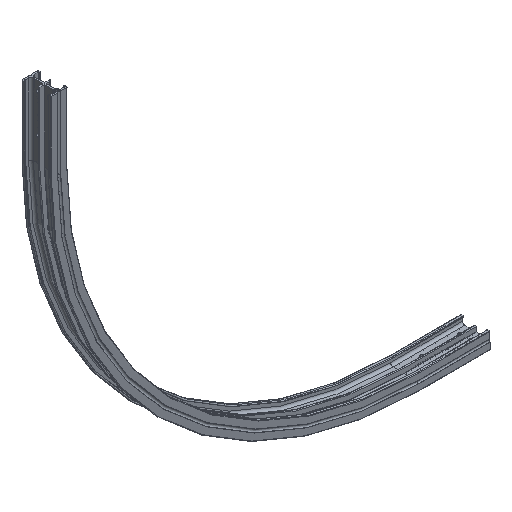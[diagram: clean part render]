
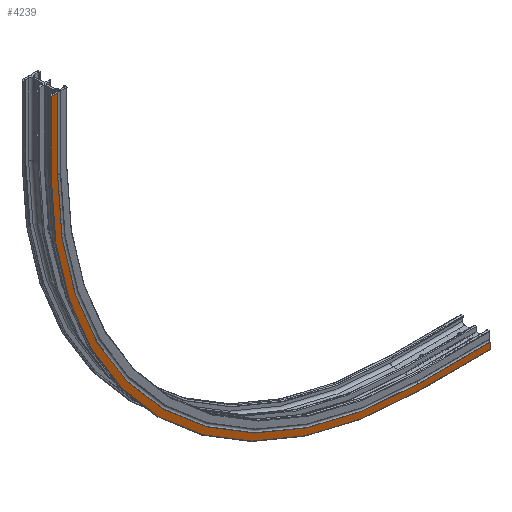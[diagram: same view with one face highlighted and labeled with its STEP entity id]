
A CAD part, isometric view. The second image highlights one B-rep face of the part: STEP entity #4239.
In plain terms, the highlighted planar face has unit normal (0, -1, 0).
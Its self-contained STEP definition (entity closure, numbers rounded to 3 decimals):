
#757 = PLANE ( 'NONE',  #2295 ) ;
#850 = ORIENTED_EDGE ( 'NONE', *, *, #16404, .F. ) ;
#1085 = CARTESIAN_POINT ( 'NONE',  ( -3.24, -30.5, 150. ) ) ;
#1121 = CARTESIAN_POINT ( 'NONE',  ( 900., -30.5, -766.25 ) ) ;
#1819 = CARTESIAN_POINT ( 'NONE',  ( 900., -30.5, -766.25 ) ) ;
#1845 = ORIENTED_EDGE ( 'NONE', *, *, #2138, .F. ) ;
#1900 = DIRECTION ( 'NONE',  ( 0., 0., -1. ) ) ;
#2138 = EDGE_CURVE ( 'NONE', #14343, #20700, #10266, .T. ) ;
#2242 = EDGE_CURVE ( 'NONE', #15033, #11086, #16591, .T. ) ;
#2269 = CARTESIAN_POINT ( 'NONE',  ( 17.25, -30.5, 150. ) ) ;
#2295 = AXIS2_PLACEMENT_3D ( 'NONE', #2269, #20248, #5592 ) ;
#2850 = VERTEX_POINT ( 'NONE', #14495 ) ;
#3519 = VECTOR ( 'NONE', #5188, 1000. ) ;
#4239 = ADVANCED_FACE ( 'NONE', ( #18801 ), #757, .F. ) ;
#5188 = DIRECTION ( 'NONE',  ( 1., 0., 0. ) ) ;
#5446 = CARTESIAN_POINT ( 'NONE',  ( -3.24, -30.5, 150. ) ) ;
#5592 = DIRECTION ( 'NONE',  ( -1., 0., 0. ) ) ;
#5997 = DIRECTION ( 'NONE',  ( 0., 0., 1. ) ) ;
#6500 = VERTEX_POINT ( 'NONE', #10658 ) ;
#6767 = DIRECTION ( 'NONE',  ( -1., 0., 0. ) ) ;
#6773 = CARTESIAN_POINT ( 'NONE',  ( 900., -30.5, -753.24 ) ) ;
#6836 = LINE ( 'NONE', #1819, #9408 ) ;
#6865 = EDGE_CURVE ( 'NONE', #2850, #6500, #20465, .T. ) ;
#6900 = CARTESIAN_POINT ( 'NONE',  ( 900., -30.5, -753.24 ) ) ;
#7045 = AXIS2_PLACEMENT_3D ( 'NONE', #11496, #14461, #9860 ) ;
#7317 = ORIENTED_EDGE ( 'NONE', *, *, #19108, .F. ) ;
#8104 = CARTESIAN_POINT ( 'NONE',  ( -16.25, -30.5, 150. ) ) ;
#8210 = VECTOR ( 'NONE', #1900, 1000. ) ;
#8740 = ORIENTED_EDGE ( 'NONE', *, *, #6865, .T. ) ;
#9408 = VECTOR ( 'NONE', #11549, 1000. ) ;
#9736 = DIRECTION ( 'NONE',  ( 0., 0., -1. ) ) ;
#9830 = ORIENTED_EDGE ( 'NONE', *, *, #16480, .T. ) ;
#9860 = DIRECTION ( 'NONE',  ( 0., 0., 1. ) ) ;
#10136 = CARTESIAN_POINT ( 'NONE',  ( 750., -30.5, 0. ) ) ;
#10150 = CARTESIAN_POINT ( 'NONE',  ( -16.25, -30.5, 0. ) ) ;
#10266 = CIRCLE ( 'NONE', #12723, 766.25 ) ;
#10526 = ORIENTED_EDGE ( 'NONE', *, *, #18245, .T. ) ;
#10658 = CARTESIAN_POINT ( 'NONE',  ( -3.24, -30.5, 0. ) ) ;
#11086 = VERTEX_POINT ( 'NONE', #1121 ) ;
#11428 = ORIENTED_EDGE ( 'NONE', *, *, #18324, .T. ) ;
#11496 = CARTESIAN_POINT ( 'NONE',  ( 750., -30.5, 0. ) ) ;
#11549 = DIRECTION ( 'NONE',  ( -1., 0., 0. ) ) ;
#12169 = LINE ( 'NONE', #8104, #15442 ) ;
#12723 = AXIS2_PLACEMENT_3D ( 'NONE', #10136, #16707, #18260 ) ;
#12919 = LINE ( 'NONE', #1085, #14668 ) ;
#13455 = ORIENTED_EDGE ( 'NONE', *, *, #2242, .F. ) ;
#14125 = CARTESIAN_POINT ( 'NONE',  ( -16.25, -30.5, 150. ) ) ;
#14343 = VERTEX_POINT ( 'NONE', #19709 ) ;
#14461 = DIRECTION ( 'NONE',  ( 0., 1., 0. ) ) ;
#14495 = CARTESIAN_POINT ( 'NONE',  ( 750., -30.5, -753.24 ) ) ;
#14668 = VECTOR ( 'NONE', #5997, 1000. ) ;
#14886 = VERTEX_POINT ( 'NONE', #5446 ) ;
#15033 = VERTEX_POINT ( 'NONE', #16617 ) ;
#15442 = VECTOR ( 'NONE', #9736, 1000. ) ;
#16404 = EDGE_CURVE ( 'NONE', #11086, #14343, #6836, .T. ) ;
#16480 = EDGE_CURVE ( 'NONE', #15033, #2850, #19279, .T. ) ;
#16591 = LINE ( 'NONE', #6773, #8210 ) ;
#16617 = CARTESIAN_POINT ( 'NONE',  ( 900., -30.5, -753.24 ) ) ;
#16707 = DIRECTION ( 'NONE',  ( 0., 1., 0. ) ) ;
#17252 = VECTOR ( 'NONE', #6767, 1000. ) ;
#17579 = EDGE_LOOP ( 'NONE', ( #11428, #1845, #850, #13455, #9830, #8740, #10526, #7317 ) ) ;
#18245 = EDGE_CURVE ( 'NONE', #6500, #14886, #12919, .T. ) ;
#18260 = DIRECTION ( 'NONE',  ( 0., 0., 1. ) ) ;
#18324 = EDGE_CURVE ( 'NONE', #18874, #20700, #12169, .T. ) ;
#18801 = FACE_OUTER_BOUND ( 'NONE', #17579, .T. ) ;
#18874 = VERTEX_POINT ( 'NONE', #14125 ) ;
#19108 = EDGE_CURVE ( 'NONE', #18874, #14886, #19971, .T. ) ;
#19279 = LINE ( 'NONE', #6900, #17252 ) ;
#19709 = CARTESIAN_POINT ( 'NONE',  ( 750., -30.5, -766.25 ) ) ;
#19847 = CARTESIAN_POINT ( 'NONE',  ( 17.25, -30.5, 150. ) ) ;
#19971 = LINE ( 'NONE', #19847, #3519 ) ;
#20248 = DIRECTION ( 'NONE',  ( 0., 1., 0. ) ) ;
#20465 = CIRCLE ( 'NONE', #7045, 753.24 ) ;
#20700 = VERTEX_POINT ( 'NONE', #10150 ) ;
